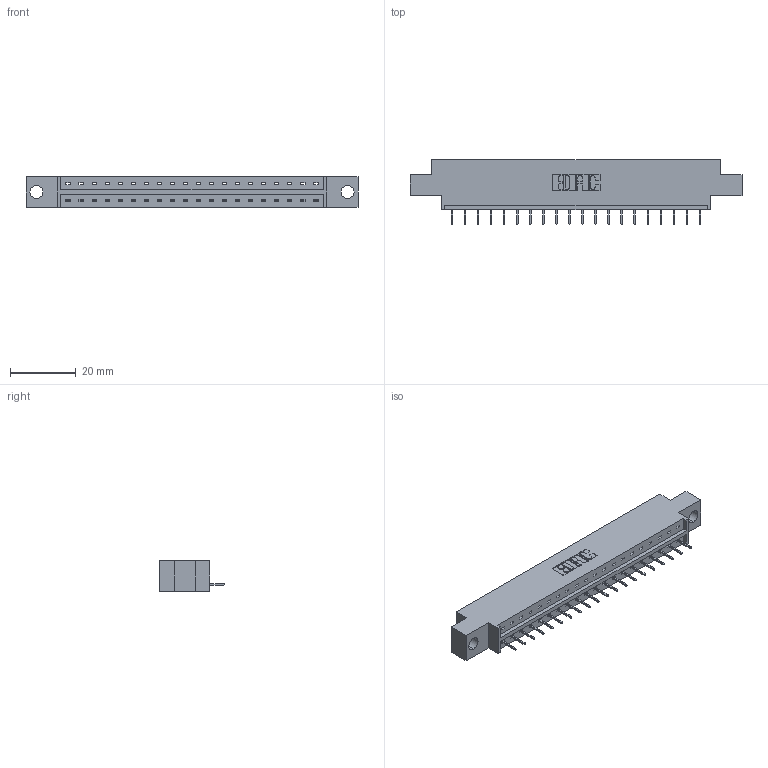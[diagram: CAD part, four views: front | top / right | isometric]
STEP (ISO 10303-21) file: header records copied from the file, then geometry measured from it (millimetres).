
FILE_DESCRIPTION (( 'STEP AP203' ), '1' );
FILE_NAME ('333-020-524-604.STEP', '2018-08-01T23:57:06', ( '' ), ( '' ), 'SwSTEP 2.0', 'SolidWorks 2016', '' );
FILE_SCHEMA (( 'CONFIG_CONTROL_DESIGN' ));
Length unit declared in the file: inch
Products named in the file (3): 333 Part_Offset - .156 Dia - TH; 345-292-001_345-293-124; 333-020-524-604
Assembly tree (21 placements, depth 2):
  333-020-524-604
    333 Part_Offset - .156 Dia - TH
    345-292-001_345-293-124  x20
Bounding box: 100.79 x 19.69 x 9.4 mm (x, y, z)
Volume: 9558.2 mm3; surface area: 9919.6 mm2
Topology: 21 solids, 21 shells, 1358 faces, 3923 edges, 2534 vertices
Faces by surface type: plane 1034, cylinder 324
Entity records: 15281 total; most frequent: CARTESIAN_POINT 2646, ORIENTED_EDGE 2602, DIRECTION 2277, EDGE_CURVE 1301, VECTOR 1177, LINE 1177, VERTEX_POINT 862, AXIS2_PLACEMENT_3D 550
